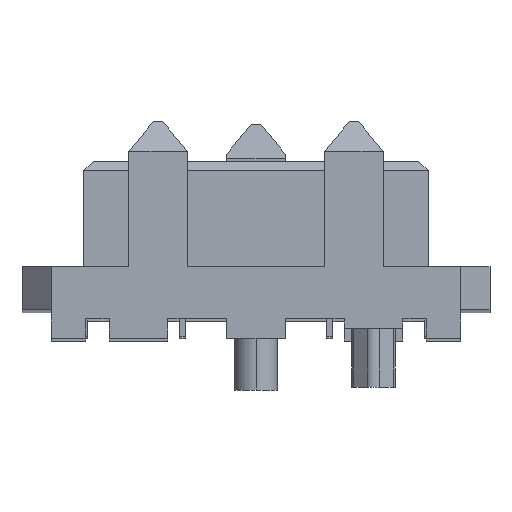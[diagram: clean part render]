
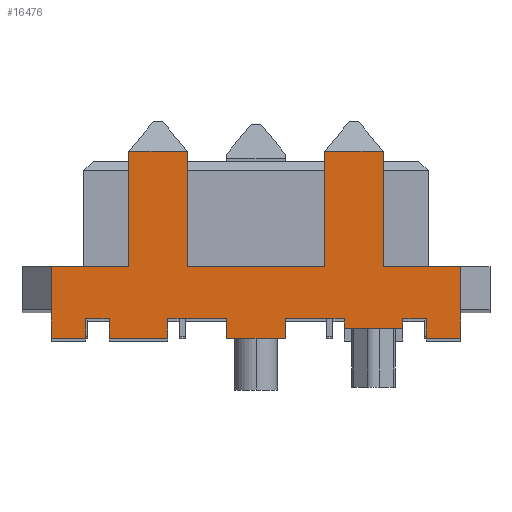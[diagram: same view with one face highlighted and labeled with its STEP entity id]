
A CAD part, top view. The second image highlights one B-rep face of the part: STEP entity #16476.
In plain terms, the highlighted planar face has unit normal (0, 0, 1).
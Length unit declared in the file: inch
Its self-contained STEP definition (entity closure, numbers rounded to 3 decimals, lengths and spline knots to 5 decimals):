
#26=DIRECTION('',(0.,1.,0.));
#27=VECTOR('',#26,0.118);
#28=CARTESIAN_POINT('',(-0.13,0.044,0.348));
#29=LINE('',#28,#27);
#82=DIRECTION('',(1.,0.,0.));
#83=VECTOR('',#82,0.06);
#84=CARTESIAN_POINT('',(-0.13,0.162,0.348));
#85=LINE('',#84,#83);
#90=DIRECTION('',(0.,1.,0.));
#91=VECTOR('',#90,0.118);
#92=CARTESIAN_POINT('',(-0.07,0.044,0.348));
#93=LINE('',#92,#91);
#94=DIRECTION('',(0.,1.,0.));
#95=VECTOR('',#94,0.118);
#96=CARTESIAN_POINT('',(0.13,0.044,0.348));
#97=LINE('',#96,#95);
#98=DIRECTION('',(1.,0.,0.));
#99=VECTOR('',#98,0.035);
#100=CARTESIAN_POINT('',(0.174,-0.029,0.348));
#101=LINE('',#100,#99);
#102=DIRECTION('',(0.,-1.,0.));
#103=VECTOR('',#102,0.02);
#104=CARTESIAN_POINT('',(0.174,-0.009,0.348));
#105=LINE('',#104,#103);
#106=DIRECTION('',(0.,1.,0.));
#107=VECTOR('',#106,0.01);
#108=CARTESIAN_POINT('',(0.15,-0.019,0.348));
#109=LINE('',#108,#107);
#110=DIRECTION('',(0.,1.,0.));
#111=VECTOR('',#110,0.02);
#112=CARTESIAN_POINT('',(0.03,-0.029,0.348));
#113=LINE('',#112,#111);
#114=DIRECTION('',(1.,0.,0.));
#115=VECTOR('',#114,0.06);
#116=CARTESIAN_POINT('',(-0.03,-0.029,0.348));
#117=LINE('',#116,#115);
#118=DIRECTION('',(0.,-1.,0.));
#119=VECTOR('',#118,0.02);
#120=CARTESIAN_POINT('',(-0.03,-0.009,0.348));
#121=LINE('',#120,#119);
#122=DIRECTION('',(1.,0.,0.));
#123=VECTOR('',#122,0.06);
#124=CARTESIAN_POINT('',(-0.09,-0.009,0.348));
#125=LINE('',#124,#123);
#126=DIRECTION('',(0.,1.,0.));
#127=VECTOR('',#126,0.02);
#128=CARTESIAN_POINT('',(-0.09,-0.029,0.348));
#129=LINE('',#128,#127);
#130=DIRECTION('',(1.,0.,0.));
#131=VECTOR('',#130,0.06);
#132=CARTESIAN_POINT('',(-0.15,-0.029,0.348));
#133=LINE('',#132,#131);
#134=DIRECTION('',(0.,-1.,0.));
#135=VECTOR('',#134,0.02);
#136=CARTESIAN_POINT('',(-0.15,-0.009,0.348));
#137=LINE('',#136,#135);
#138=DIRECTION('',(1.,0.,0.));
#139=VECTOR('',#138,0.024);
#140=CARTESIAN_POINT('',(-0.174,-0.009,0.348));
#141=LINE('',#140,#139);
#142=DIRECTION('',(0.,1.,0.));
#143=VECTOR('',#142,0.02);
#144=CARTESIAN_POINT('',(-0.174,-0.029,0.348));
#145=LINE('',#144,#143);
#146=DIRECTION('',(1.,0.,0.));
#147=VECTOR('',#146,0.035);
#148=CARTESIAN_POINT('',(-0.209,-0.029,0.348));
#149=LINE('',#148,#147);
#150=DIRECTION('',(0.,-1.,0.));
#151=VECTOR('',#150,0.029);
#152=CARTESIAN_POINT('',(-0.209,0.,0.348));
#153=LINE('',#152,#151);
#170=DIRECTION('',(1.,0.,0.));
#171=VECTOR('',#170,0.079);
#172=CARTESIAN_POINT('',(-0.209,0.044,0.348));
#173=LINE('',#172,#171);
#574=DIRECTION('',(1.,0.,0.));
#575=VECTOR('',#574,0.079);
#576=CARTESIAN_POINT('',(0.13,0.044,0.348));
#577=LINE('',#576,#575);
#614=DIRECTION('',(0.,1.,0.));
#615=VECTOR('',#614,0.118);
#616=CARTESIAN_POINT('',(0.07,0.044,0.348));
#617=LINE('',#616,#615);
#670=DIRECTION('',(1.,0.,0.));
#671=VECTOR('',#670,0.06);
#672=CARTESIAN_POINT('',(0.07,0.162,0.348));
#673=LINE('',#672,#671);
#678=DIRECTION('',(1.,0.,0.));
#679=VECTOR('',#678,0.14);
#680=CARTESIAN_POINT('',(-0.07,0.044,0.348));
#681=LINE('',#680,#679);
#1510=DIRECTION('',(0.,-1.,0.));
#1511=VECTOR('',#1510,0.044);
#1512=CARTESIAN_POINT('',(0.209,0.044,0.348));
#1513=LINE('',#1512,#1511);
#1514=DIRECTION('',(0.,1.,0.));
#1515=VECTOR('',#1514,0.044);
#1516=CARTESIAN_POINT('',(-0.209,0.,0.348));
#1517=LINE('',#1516,#1515);
#1678=DIRECTION('',(-1.,0.,0.));
#1679=VECTOR('',#1678,0.06);
#1680=CARTESIAN_POINT('',(0.09,-0.009,0.348));
#1681=LINE('',#1680,#1679);
#1686=DIRECTION('',(0.,1.,0.));
#1687=VECTOR('',#1686,0.01);
#1688=CARTESIAN_POINT('',(0.09,-0.019,0.348));
#1689=LINE('',#1688,#1687);
#1694=DIRECTION('',(-1.,0.,0.));
#1695=VECTOR('',#1694,0.06);
#1696=CARTESIAN_POINT('',(0.15,-0.019,0.348));
#1697=LINE('',#1696,#1695);
#1764=DIRECTION('',(-1.,0.,0.));
#1765=VECTOR('',#1764,0.024);
#1766=CARTESIAN_POINT('',(0.174,-0.009,0.348));
#1767=LINE('',#1766,#1765);
#1784=DIRECTION('',(0.,-1.,0.));
#1785=VECTOR('',#1784,0.029);
#1786=CARTESIAN_POINT('',(0.209,0.,0.348));
#1787=LINE('',#1786,#1785);
#12288=CARTESIAN_POINT('',(-0.07,0.044,0.348));
#12289=VERTEX_POINT('',#12288);
#12290=CARTESIAN_POINT('',(-0.07,0.162,0.348));
#12291=VERTEX_POINT('',#12290);
#12476=CARTESIAN_POINT('',(-0.15,-0.009,0.348));
#12477=VERTEX_POINT('',#12476);
#12478=CARTESIAN_POINT('',(-0.15,-0.029,0.348));
#12479=VERTEX_POINT('',#12478);
#12490=CARTESIAN_POINT('',(0.13,0.044,0.348));
#12491=VERTEX_POINT('',#12490);
#12492=CARTESIAN_POINT('',(0.13,0.162,0.348));
#12493=VERTEX_POINT('',#12492);
#12796=CARTESIAN_POINT('',(0.209,0.,0.348));
#12797=VERTEX_POINT('',#12796);
#12798=CARTESIAN_POINT('',(0.209,0.044,0.348));
#12799=VERTEX_POINT('',#12798);
#13500=CARTESIAN_POINT('',(0.07,0.162,0.348));
#13501=VERTEX_POINT('',#13500);
#13561=CARTESIAN_POINT('',(-0.209,-0.029,0.348));
#13562=VERTEX_POINT('',#13561);
#13563=CARTESIAN_POINT('',(-0.174,-0.029,0.348));
#13564=VERTEX_POINT('',#13563);
#13633=CARTESIAN_POINT('',(-0.13,0.044,0.348));
#13634=CARTESIAN_POINT('',(-0.13,0.162,0.348));
#13635=VERTEX_POINT('',#13633);
#13636=VERTEX_POINT('',#13634);
#13681=CARTESIAN_POINT('',(0.07,0.044,0.348));
#13682=VERTEX_POINT('',#13681);
#13683=CARTESIAN_POINT('',(0.209,-0.029,0.348));
#13684=VERTEX_POINT('',#13683);
#13685=CARTESIAN_POINT('',(0.174,-0.029,0.348));
#13686=VERTEX_POINT('',#13685);
#13687=CARTESIAN_POINT('',(0.174,-0.009,0.348));
#13688=VERTEX_POINT('',#13687);
#13689=CARTESIAN_POINT('',(0.15,-0.009,0.348));
#13690=VERTEX_POINT('',#13689);
#13691=CARTESIAN_POINT('',(0.15,-0.019,0.348));
#13692=VERTEX_POINT('',#13691);
#13693=CARTESIAN_POINT('',(0.09,-0.019,0.348));
#13694=VERTEX_POINT('',#13693);
#13695=CARTESIAN_POINT('',(0.09,-0.009,0.348));
#13696=VERTEX_POINT('',#13695);
#13697=CARTESIAN_POINT('',(0.03,-0.009,0.348));
#13698=VERTEX_POINT('',#13697);
#13699=CARTESIAN_POINT('',(0.03,-0.029,0.348));
#13700=VERTEX_POINT('',#13699);
#13701=CARTESIAN_POINT('',(-0.03,-0.029,0.348));
#13702=VERTEX_POINT('',#13701);
#13703=CARTESIAN_POINT('',(-0.03,-0.009,0.348));
#13704=VERTEX_POINT('',#13703);
#13705=CARTESIAN_POINT('',(-0.09,-0.009,0.348));
#13706=VERTEX_POINT('',#13705);
#13707=CARTESIAN_POINT('',(-0.09,-0.029,0.348));
#13708=VERTEX_POINT('',#13707);
#13709=CARTESIAN_POINT('',(-0.174,-0.009,0.348));
#13710=VERTEX_POINT('',#13709);
#13711=CARTESIAN_POINT('',(-0.209,0.,0.348));
#13712=VERTEX_POINT('',#13711);
#13713=CARTESIAN_POINT('',(-0.209,0.044,0.348));
#13714=VERTEX_POINT('',#13713);
#16412=CARTESIAN_POINT('',(0.239,1.80607,0.348));
#16413=DIRECTION('',(0.,0.,1.));
#16414=DIRECTION('',(1.,0.,0.));
#16415=AXIS2_PLACEMENT_3D('',#16412,#16413,#16414);
#16416=PLANE('',#16415);
#16418=ORIENTED_EDGE('',*,*,#16417,.T.);
#16419=ORIENTED_EDGE('',*,*,#16327,.T.);
#16420=ORIENTED_EDGE('',*,*,#16395,.T.);
#16421=ORIENTED_EDGE('',*,*,#16296,.F.);
#16423=ORIENTED_EDGE('',*,*,#16422,.T.);
#16425=ORIENTED_EDGE('',*,*,#16424,.T.);
#16427=ORIENTED_EDGE('',*,*,#16426,.T.);
#16429=ORIENTED_EDGE('',*,*,#16428,.F.);
#16431=ORIENTED_EDGE('',*,*,#16430,.T.);
#16433=ORIENTED_EDGE('',*,*,#16432,.T.);
#16435=ORIENTED_EDGE('',*,*,#16434,.T.);
#16437=ORIENTED_EDGE('',*,*,#16436,.F.);
#16439=ORIENTED_EDGE('',*,*,#16438,.F.);
#16441=ORIENTED_EDGE('',*,*,#16440,.T.);
#16443=ORIENTED_EDGE('',*,*,#16442,.F.);
#16445=ORIENTED_EDGE('',*,*,#16444,.T.);
#16447=ORIENTED_EDGE('',*,*,#16446,.T.);
#16449=ORIENTED_EDGE('',*,*,#16448,.T.);
#16451=ORIENTED_EDGE('',*,*,#16450,.F.);
#16453=ORIENTED_EDGE('',*,*,#16452,.F.);
#16455=ORIENTED_EDGE('',*,*,#16454,.F.);
#16457=ORIENTED_EDGE('',*,*,#16456,.F.);
#16459=ORIENTED_EDGE('',*,*,#16458,.F.);
#16461=ORIENTED_EDGE('',*,*,#16460,.F.);
#16463=ORIENTED_EDGE('',*,*,#16462,.F.);
#16465=ORIENTED_EDGE('',*,*,#16464,.F.);
#16467=ORIENTED_EDGE('',*,*,#16466,.F.);
#16469=ORIENTED_EDGE('',*,*,#16468,.F.);
#16471=ORIENTED_EDGE('',*,*,#16470,.F.);
#16473=ORIENTED_EDGE('',*,*,#16472,.T.);
#16474=EDGE_LOOP('',(#16418,#16419,#16420,#16421,#16423,#16425,#16427,#16429,
#16431,#16433,#16435,#16437,#16439,#16441,#16443,#16445,#16447,#16449,#16451,
#16453,#16455,#16457,#16459,#16461,#16463,#16465,#16467,#16469,#16471,#16473));
#16475=FACE_OUTER_BOUND('',#16474,.F.);
#16476=ADVANCED_FACE('',(#16475),#16416,.T.);
#16296=EDGE_CURVE('',#12289,#12291,#93,.T.);
#16327=EDGE_CURVE('',#13635,#13636,#29,.T.);
#16395=EDGE_CURVE('',#13636,#12291,#85,.T.);
#16417=EDGE_CURVE('',#13714,#13635,#173,.T.);
#16422=EDGE_CURVE('',#12289,#13682,#681,.T.);
#16424=EDGE_CURVE('',#13682,#13501,#617,.T.);
#16426=EDGE_CURVE('',#13501,#12493,#673,.T.);
#16428=EDGE_CURVE('',#12491,#12493,#97,.T.);
#16430=EDGE_CURVE('',#12491,#12799,#577,.T.);
#16432=EDGE_CURVE('',#12799,#12797,#1513,.T.);
#16434=EDGE_CURVE('',#12797,#13684,#1787,.T.);
#16436=EDGE_CURVE('',#13686,#13684,#101,.T.);
#16438=EDGE_CURVE('',#13688,#13686,#105,.T.);
#16440=EDGE_CURVE('',#13688,#13690,#1767,.T.);
#16442=EDGE_CURVE('',#13692,#13690,#109,.T.);
#16444=EDGE_CURVE('',#13692,#13694,#1697,.T.);
#16446=EDGE_CURVE('',#13694,#13696,#1689,.T.);
#16448=EDGE_CURVE('',#13696,#13698,#1681,.T.);
#16450=EDGE_CURVE('',#13700,#13698,#113,.T.);
#16452=EDGE_CURVE('',#13702,#13700,#117,.T.);
#16454=EDGE_CURVE('',#13704,#13702,#121,.T.);
#16456=EDGE_CURVE('',#13706,#13704,#125,.T.);
#16458=EDGE_CURVE('',#13708,#13706,#129,.T.);
#16460=EDGE_CURVE('',#12479,#13708,#133,.T.);
#16462=EDGE_CURVE('',#12477,#12479,#137,.T.);
#16464=EDGE_CURVE('',#13710,#12477,#141,.T.);
#16466=EDGE_CURVE('',#13564,#13710,#145,.T.);
#16468=EDGE_CURVE('',#13562,#13564,#149,.T.);
#16470=EDGE_CURVE('',#13712,#13562,#153,.T.);
#16472=EDGE_CURVE('',#13712,#13714,#1517,.T.);
